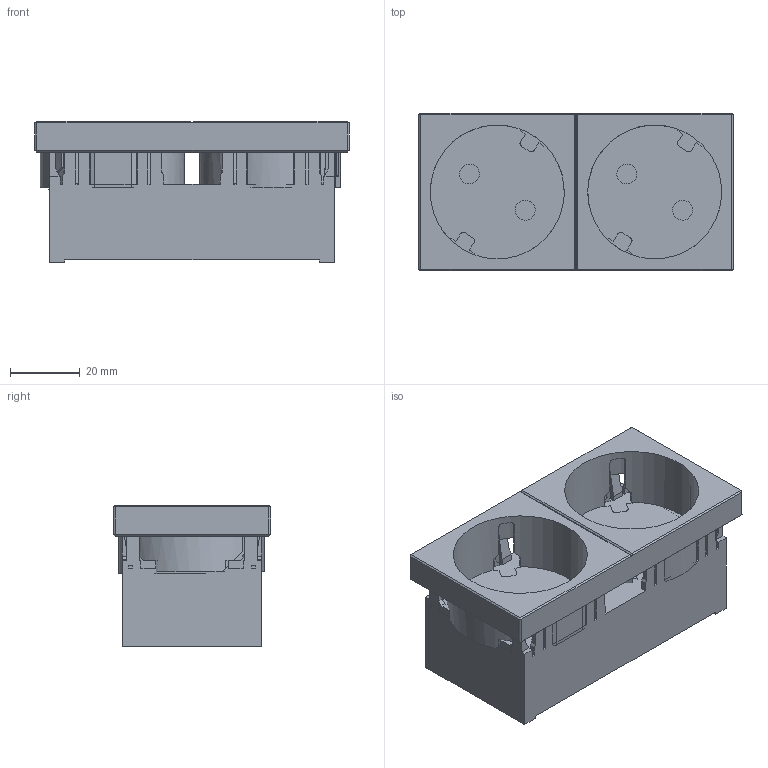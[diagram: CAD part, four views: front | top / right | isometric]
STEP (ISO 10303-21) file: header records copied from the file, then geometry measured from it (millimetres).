
FILE_DESCRIPTION (( 'STEP AP214' ), '1' );
FILE_NAME ('6120483.stp', '2021-11-03T12:01:13', ( '' ), ( '' ), 'SwSTEP 2.0', 'SolidWorks 2020', '' );
FILE_SCHEMA (( 'AUTOMOTIVE_DESIGN' ));
Length unit declared in the file: millimetre
Products named in the file (3): 6120483; 072095_Standard; 072099_Standard
Assembly tree (2 placements, depth 2):
  6120483
    072099_Standard
    072095_Standard
Bounding box: 89.9 x 45 x 40.4 mm (x, y, z)
Volume: 92078.4 mm3; surface area: 33763.8 mm2
Topology: 2 solids, 4 shells, 602 faces, 1741 edges, 1147 vertices
Faces by surface type: plane 413, cylinder 155, bspline 22, cone 12
Full cylindrical faces by diameter (mm): 38.3 x2
Entity records: 20984 total; most frequent: CARTESIAN_POINT 5351, ORIENTED_EDGE 3474, DIRECTION 2946, EDGE_CURVE 1737, LINE 1288, VECTOR 1288, VERTEX_POINT 1145, AXIS2_PLACEMENT_3D 829
